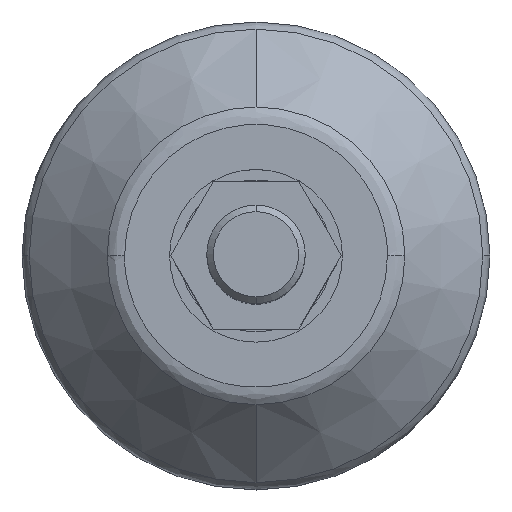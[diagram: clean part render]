
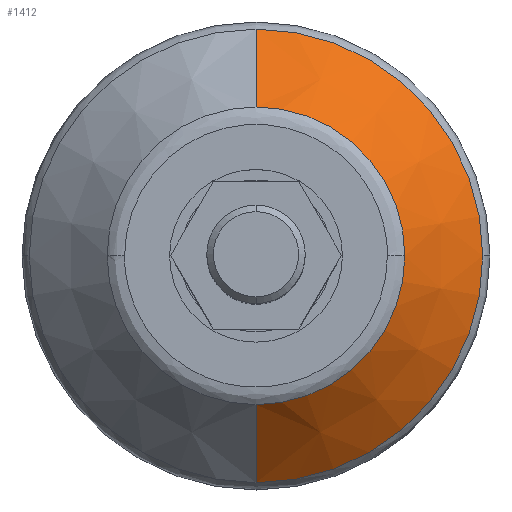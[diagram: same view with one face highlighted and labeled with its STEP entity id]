
A CAD part, top view. The second image highlights one B-rep face of the part: STEP entity #1412.
In plain terms, the highlighted conical face has half-angle 45 degrees and reference radius 36.828 mm.
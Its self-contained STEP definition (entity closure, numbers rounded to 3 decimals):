
#20 = ORIENTED_EDGE ( 'NONE', *, *, #826, .T. ) ;
#75 = ORIENTED_EDGE ( 'NONE', *, *, #900, .T. ) ;
#96 = AXIS2_PLACEMENT_3D ( 'NONE', #767, #1117, #413 ) ;
#145 = LINE ( 'NONE', #202, #1173 ) ;
#202 = CARTESIAN_POINT ( 'NONE',  ( 0., -36.828, -97.828 ) ) ;
#257 = CARTESIAN_POINT ( 'NONE',  ( 0., 36.828, -97.828 ) ) ;
#328 = ORIENTED_EDGE ( 'NONE', *, *, #1406, .F. ) ;
#345 = CIRCLE ( 'NONE', #1551, 36.828 ) ;
#349 = DIRECTION ( 'NONE',  ( 0., 0., -1. ) ) ;
#371 = DIRECTION ( 'NONE',  ( 0., 0.707, -0.707 ) ) ;
#378 = DIRECTION ( 'NONE',  ( 0., 0., -1. ) ) ;
#385 = DIRECTION ( 'NONE',  ( 0., 0., -1. ) ) ;
#406 = CARTESIAN_POINT ( 'NONE',  ( 0., 0., -97.828 ) ) ;
#413 = DIRECTION ( 'NONE',  ( -1., 0., 0. ) ) ;
#463 = CARTESIAN_POINT ( 'NONE',  ( 0., 24.172, -85.172 ) ) ;
#468 = EDGE_LOOP ( 'NONE', ( #75, #606, #20, #981, #328, #830 ) ) ;
#479 = VECTOR ( 'NONE', #371, 1000. ) ;
#505 = CARTESIAN_POINT ( 'NONE',  ( 0., 0., -97.828 ) ) ;
#543 = VERTEX_POINT ( 'NONE', #856 ) ;
#571 = CARTESIAN_POINT ( 'NONE',  ( 0., -24.172, -85.172 ) ) ;
#587 = EDGE_CURVE ( 'NONE', #1300, #1262, #915, .T. ) ;
#597 = CARTESIAN_POINT ( 'NONE',  ( 0., 36.828, -97.828 ) ) ;
#606 = ORIENTED_EDGE ( 'NONE', *, *, #587, .T. ) ;
#633 = DIRECTION ( 'NONE',  ( 0., 1., 0. ) ) ;
#637 = EDGE_CURVE ( 'NONE', #543, #1462, #1214, .T. ) ;
#679 = DIRECTION ( 'NONE',  ( 0., -0.707, -0.707 ) ) ;
#693 = DIRECTION ( 'NONE',  ( -1., 0., 0. ) ) ;
#727 = LINE ( 'NONE', #597, #479 ) ;
#767 = CARTESIAN_POINT ( 'NONE',  ( 0., 0., -97.828 ) ) ;
#826 = EDGE_CURVE ( 'NONE', #1262, #1462, #145, .T. ) ;
#830 = ORIENTED_EDGE ( 'NONE', *, *, #992, .F. ) ;
#848 = AXIS2_PLACEMENT_3D ( 'NONE', #1465, #378, #1210 ) ;
#856 = CARTESIAN_POINT ( 'NONE',  ( 36.828, 0., -97.828 ) ) ;
#900 = EDGE_CURVE ( 'NONE', #901, #1300, #1417, .T. ) ;
#901 = VERTEX_POINT ( 'NONE', #463 ) ;
#915 = CIRCLE ( 'NONE', #848, 24.172 ) ;
#981 = ORIENTED_EDGE ( 'NONE', *, *, #637, .F. ) ;
#992 = EDGE_CURVE ( 'NONE', #901, #1376, #727, .T. ) ;
#1016 = AXIS2_PLACEMENT_3D ( 'NONE', #505, #1227, #633 ) ;
#1058 = CARTESIAN_POINT ( 'NONE',  ( 24.172, 0., -85.172 ) ) ;
#1064 = CARTESIAN_POINT ( 'NONE',  ( 0., 0., -85.172 ) ) ;
#1117 = DIRECTION ( 'NONE',  ( 0., 0., -1. ) ) ;
#1173 = VECTOR ( 'NONE', #679, 1000. ) ;
#1210 = DIRECTION ( 'NONE',  ( -1., 0., 0. ) ) ;
#1214 = CIRCLE ( 'NONE', #96, 36.828 ) ;
#1227 = DIRECTION ( 'NONE',  ( 0., 0., -1. ) ) ;
#1239 = CARTESIAN_POINT ( 'NONE',  ( 0., -36.828, -97.828 ) ) ;
#1244 = AXIS2_PLACEMENT_3D ( 'NONE', #1064, #349, #693 ) ;
#1262 = VERTEX_POINT ( 'NONE', #571 ) ;
#1300 = VERTEX_POINT ( 'NONE', #1058 ) ;
#1368 = DIRECTION ( 'NONE',  ( -1., 0., 0. ) ) ;
#1376 = VERTEX_POINT ( 'NONE', #257 ) ;
#1406 = EDGE_CURVE ( 'NONE', #1376, #543, #345, .T. ) ;
#1412 = ADVANCED_FACE ( 'NONE', ( #1491 ), #1413, .T. ) ;
#1413 = CONICAL_SURFACE ( 'NONE', #1016, 36.828, 0.785 ) ;
#1417 = CIRCLE ( 'NONE', #1244, 24.172 ) ;
#1462 = VERTEX_POINT ( 'NONE', #1239 ) ;
#1465 = CARTESIAN_POINT ( 'NONE',  ( 0., 0., -85.172 ) ) ;
#1491 = FACE_OUTER_BOUND ( 'NONE', #468, .T. ) ;
#1551 = AXIS2_PLACEMENT_3D ( 'NONE', #406, #385, #1368 ) ;
